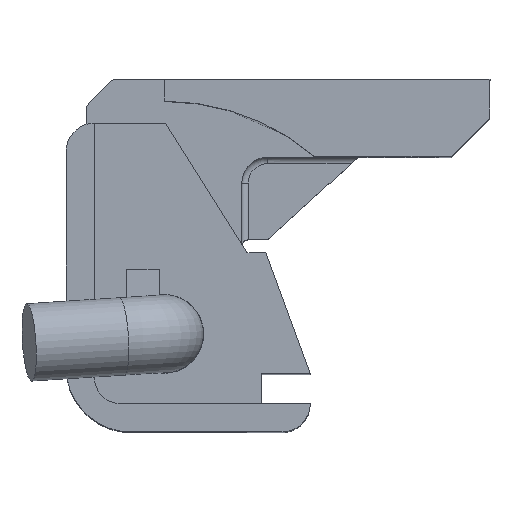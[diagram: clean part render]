
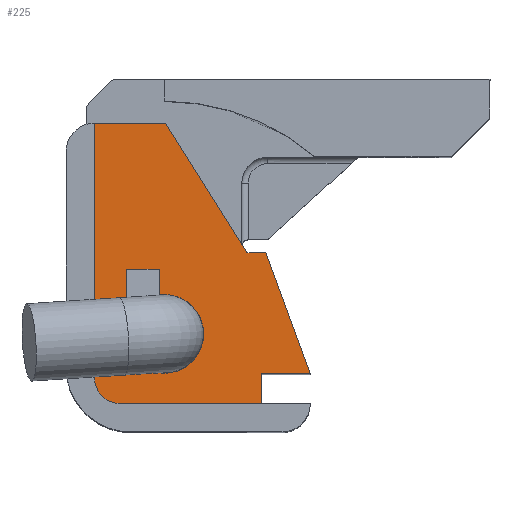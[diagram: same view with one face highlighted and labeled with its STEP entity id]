
A CAD part, top view. The second image highlights one B-rep face of the part: STEP entity #225.
In plain terms, the highlighted planar face has unit normal (0, 0, 1).
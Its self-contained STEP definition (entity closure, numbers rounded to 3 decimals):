
#225 = ADVANCED_FACE( '', ( #386, #387 ), #388, .T. );
#386 = FACE_BOUND( '', #587, .T. );
#387 = FACE_OUTER_BOUND( '', #588, .T. );
#388 = PLANE( '', #589 );
#587 = EDGE_LOOP( '', ( #1080, #1081, #1082, #1083 ) );
#588 = EDGE_LOOP( '', ( #1084, #1085, #1086, #1087, #1088, #1089, #1090, #1091, #1092 ) );
#589 = AXIS2_PLACEMENT_3D( '', #1093, #1094, #1095 );
#1080 = ORIENTED_EDGE( '', *, *, #1520, .F. );
#1081 = ORIENTED_EDGE( '', *, *, #1522, .T. );
#1082 = ORIENTED_EDGE( '', *, *, #1523, .T. );
#1083 = ORIENTED_EDGE( '', *, *, #1524, .F. );
#1084 = ORIENTED_EDGE( '', *, *, #1525, .T. );
#1085 = ORIENTED_EDGE( '', *, *, #1526, .T. );
#1086 = ORIENTED_EDGE( '', *, *, #1527, .T. );
#1087 = ORIENTED_EDGE( '', *, *, #1528, .T. );
#1088 = ORIENTED_EDGE( '', *, *, #1529, .T. );
#1089 = ORIENTED_EDGE( '', *, *, #1530, .T. );
#1090 = ORIENTED_EDGE( '', *, *, #1531, .T. );
#1091 = ORIENTED_EDGE( '', *, *, #1532, .T. );
#1092 = ORIENTED_EDGE( '', *, *, #1533, .T. );
#1093 = CARTESIAN_POINT( '', ( 4.2, 4.2, -6.25 ) );
#1094 = DIRECTION( '', ( 0., 0., 1. ) );
#1095 = DIRECTION( '', ( 0.846, 0.533, 0. ) );
#1520 = EDGE_CURVE( '', #1841, #1843, #1844, .T. );
#1522 = EDGE_CURVE( '', #1841, #1846, #1847, .T. );
#1523 = EDGE_CURVE( '', #1846, #1848, #1849, .T. );
#1524 = EDGE_CURVE( '', #1843, #1848, #1850, .T. );
#1525 = EDGE_CURVE( '', #1851, #1852, #1853, .T. );
#1526 = EDGE_CURVE( '', #1852, #1854, #1855, .T. );
#1527 = EDGE_CURVE( '', #1854, #1856, #1857, .T. );
#1528 = EDGE_CURVE( '', #1856, #1858, #1859, .T. );
#1529 = EDGE_CURVE( '', #1858, #1860, #1861, .T. );
#1530 = EDGE_CURVE( '', #1860, #1862, #1863, .T. );
#1531 = EDGE_CURVE( '', #1862, #1864, #1865, .T. );
#1532 = EDGE_CURVE( '', #1864, #1866, #1867, .T. );
#1533 = EDGE_CURVE( '', #1866, #1851, #1868, .T. );
#1841 = VERTEX_POINT( '', #2361 );
#1843 = VERTEX_POINT( '', #2363 );
#1844 = LINE( '', #2364, #2365 );
#1846 = VERTEX_POINT( '', #2368 );
#1847 = CIRCLE( '', #2369, 3.05 );
#1848 = VERTEX_POINT( '', #2370 );
#1849 = LINE( '', #2371, #2372 );
#1850 = LINE( '', #2373, #2374 );
#1851 = VERTEX_POINT( '', #2375 );
#1852 = VERTEX_POINT( '', #2376 );
#1853 = LINE( '', #2377, #2378 );
#1854 = VERTEX_POINT( '', #2379 );
#1855 = LINE( '', #2380, #2381 );
#1856 = VERTEX_POINT( '', #2382 );
#1857 = LINE( '', #2383, #2384 );
#1858 = VERTEX_POINT( '', #2385 );
#1859 = LINE( '', #2386, #2387 );
#1860 = VERTEX_POINT( '', #2388 );
#1861 = CIRCLE( '', #2389, 2. );
#1862 = VERTEX_POINT( '', #2390 );
#1863 = LINE( '', #2391, #2392 );
#1864 = VERTEX_POINT( '', #2393 );
#1865 = LINE( '', #2394, #2395 );
#1866 = VERTEX_POINT( '', #2396 );
#1867 = LINE( '', #2397, #2398 );
#1868 = LINE( '', #2399, #2400 );
#2361 = CARTESIAN_POINT( '', ( 7.2, 10.624, -6.25 ) );
#2363 = CARTESIAN_POINT( '', ( 7.2, 12.6, -6.25 ) );
#2364 = CARTESIAN_POINT( '', ( 7.2, 6.6, -6.25 ) );
#2365 = VECTOR( '', #2823, 1000. );
#2368 = CARTESIAN_POINT( '', ( 4.7, 8.545, -6.25 ) );
#2369 = AXIS2_PLACEMENT_3D( '', #2825, #2826, #2827 );
#2370 = CARTESIAN_POINT( '', ( 4.7, 12.6, -6.25 ) );
#2371 = CARTESIAN_POINT( '', ( 4.7, 6.6, -6.25 ) );
#2372 = VECTOR( '', #2828, 1000. );
#2373 = CARTESIAN_POINT( '', ( 7.2, 12.6, -6.25 ) );
#2374 = VECTOR( '', #2829, 1000. );
#2375 = CARTESIAN_POINT( '', ( 15.45, 13.9, -6.25 ) );
#2376 = CARTESIAN_POINT( '', ( 14., 13.9, -6.25 ) );
#2377 = CARTESIAN_POINT( '', ( 15.45, 13.9, -6.25 ) );
#2378 = VECTOR( '', #2830, 1000. );
#2379 = CARTESIAN_POINT( '', ( 7.7, 23.9, -6.25 ) );
#2380 = CARTESIAN_POINT( '', ( 14., 13.9, -6.25 ) );
#2381 = VECTOR( '', #2831, 1000. );
#2382 = CARTESIAN_POINT( '', ( 2.2, 23.9, -6.25 ) );
#2383 = CARTESIAN_POINT( '', ( 7.7, 23.9, -6.25 ) );
#2384 = VECTOR( '', #2832, 1000. );
#2385 = CARTESIAN_POINT( '', ( 2.2, 4.2, -6.25 ) );
#2386 = CARTESIAN_POINT( '', ( 2.2, 23.9, -6.25 ) );
#2387 = VECTOR( '', #2833, 1000. );
#2388 = CARTESIAN_POINT( '', ( 4.2, 2.2, -6.25 ) );
#2389 = AXIS2_PLACEMENT_3D( '', #2834, #2835, #2836 );
#2390 = CARTESIAN_POINT( '', ( 15.1, 2.2, -6.25 ) );
#2391 = CARTESIAN_POINT( '', ( 4.2, 2.2, -6.25 ) );
#2392 = VECTOR( '', #2837, 1000. );
#2393 = CARTESIAN_POINT( '', ( 15.1, 4.5, -6.25 ) );
#2394 = CARTESIAN_POINT( '', ( 15.1, 2.2, -6.25 ) );
#2395 = VECTOR( '', #2838, 1000. );
#2396 = CARTESIAN_POINT( '', ( 18.9, 4.5, -6.25 ) );
#2397 = CARTESIAN_POINT( '', ( 15.1, 4.5, -6.25 ) );
#2398 = VECTOR( '', #2839, 1000. );
#2399 = CARTESIAN_POINT( '', ( 18.9, 4.5, -6.25 ) );
#2400 = VECTOR( '', #2840, 1000. );
#2823 = DIRECTION( '', ( 0., 1., 0. ) );
#2825 = CARTESIAN_POINT( '', ( 7.6, 7.6, -6.25 ) );
#2826 = DIRECTION( '', ( 0., 0., -1. ) );
#2827 = DIRECTION( '', ( 1., 0., 0. ) );
#2828 = DIRECTION( '', ( 0., 1., 0. ) );
#2829 = DIRECTION( '', ( -1., 0., 0. ) );
#2830 = DIRECTION( '', ( -1., 0., 0. ) );
#2831 = DIRECTION( '', ( -0.533, 0.846, 0. ) );
#2832 = DIRECTION( '', ( -1., 0., 0. ) );
#2833 = DIRECTION( '', ( 0., -1., 0. ) );
#2834 = CARTESIAN_POINT( '', ( 4.2, 4.2, -6.25 ) );
#2835 = DIRECTION( '', ( 0., 0., 1. ) );
#2836 = DIRECTION( '', ( 0., -1., 0. ) );
#2837 = DIRECTION( '', ( 1., 0., 0. ) );
#2838 = DIRECTION( '', ( 0., 1., 0. ) );
#2839 = DIRECTION( '', ( 1., 0., 0. ) );
#2840 = DIRECTION( '', ( -0.345, 0.939, 0. ) );
